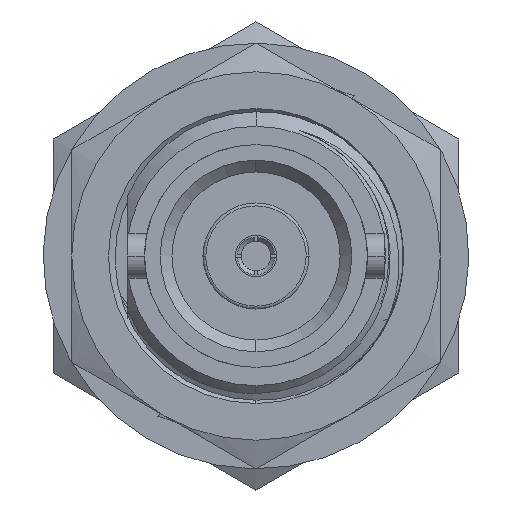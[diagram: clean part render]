
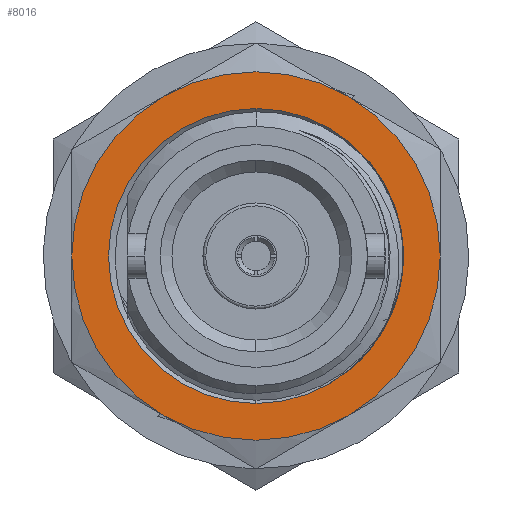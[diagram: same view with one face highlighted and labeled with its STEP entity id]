
A CAD part, left-side view. The second image highlights one B-rep face of the part: STEP entity #8016.
In plain terms, the highlighted planar face has unit normal (-1, 0, 0).
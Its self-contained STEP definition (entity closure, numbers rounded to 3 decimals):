
#583 = AXIS2_PLACEMENT_3D ( 'NONE', #7806, #2704, #13331 ) ;
#963 = AXIS2_PLACEMENT_3D ( 'NONE', #4241, #4155, #9520 ) ;
#1200 = DIRECTION ( 'NONE',  ( 0., -1., 0. ) ) ;
#1299 = VERTEX_POINT ( 'NONE', #3027 ) ;
#1664 = VERTEX_POINT ( 'NONE', #16390 ) ;
#1784 = EDGE_CURVE ( 'NONE', #6329, #9105, #4902, .T. ) ;
#1993 = AXIS2_PLACEMENT_3D ( 'NONE', #12181, #8565, #5252 ) ;
#2427 = EDGE_CURVE ( 'NONE', #6237, #14438, #16823, .T. ) ;
#2641 = VERTEX_POINT ( 'NONE', #13807 ) ;
#2704 = DIRECTION ( 'NONE',  ( 1., 0., 0. ) ) ;
#3027 = CARTESIAN_POINT ( 'NONE',  ( 11.989, 0., -6.354 ) ) ;
#3151 = CARTESIAN_POINT ( 'NONE',  ( 11.989, 3.969, -6.874 ) ) ;
#3308 = DIRECTION ( 'NONE',  ( 0., -1., 0. ) ) ;
#3334 = CARTESIAN_POINT ( 'NONE',  ( 11.989, 0., 0. ) ) ;
#3526 = CARTESIAN_POINT ( 'NONE',  ( 11.989, 0., 6.354 ) ) ;
#3654 = AXIS2_PLACEMENT_3D ( 'NONE', #9012, #10323, #15665 ) ;
#4155 = DIRECTION ( 'NONE',  ( 1., 0., 0. ) ) ;
#4241 = CARTESIAN_POINT ( 'NONE',  ( 11.989, 0., 0. ) ) ;
#4574 = EDGE_CURVE ( 'NONE', #2641, #6237, #7649, .T. ) ;
#4682 = DIRECTION ( 'NONE',  ( -1., 0., 0. ) ) ;
#4902 = CIRCLE ( 'NONE', #14968, 7.937 ) ;
#4929 = CARTESIAN_POINT ( 'NONE',  ( 11.989, -7.938, 0. ) ) ;
#4990 = EDGE_CURVE ( 'NONE', #14438, #1664, #14946, .T. ) ;
#5252 = DIRECTION ( 'NONE',  ( 0., 1., 0. ) ) ;
#5490 = EDGE_LOOP ( 'NONE', ( #10056, #15608 ) ) ;
#5637 = CARTESIAN_POINT ( 'NONE',  ( 11.989, 0., 0. ) ) ;
#5834 = AXIS2_PLACEMENT_3D ( 'NONE', #10245, #16891, #3308 ) ;
#5896 = CIRCLE ( 'NONE', #14869, 6.354 ) ;
#6025 = CARTESIAN_POINT ( 'NONE',  ( 11.989, 7.938, 0. ) ) ;
#6237 = VERTEX_POINT ( 'NONE', #3151 ) ;
#6329 = VERTEX_POINT ( 'NONE', #12983 ) ;
#6470 = CARTESIAN_POINT ( 'NONE',  ( 11.989, 0., 0. ) ) ;
#7649 = CIRCLE ( 'NONE', #14635, 7.938 ) ;
#7761 = DIRECTION ( 'NONE',  ( 0., 1., 0. ) ) ;
#7806 = CARTESIAN_POINT ( 'NONE',  ( 11.989, 0., 0. ) ) ;
#8016 = ADVANCED_FACE ( 'NONE', ( #16407, #11353 ), #13822, .T. ) ;
#8143 = CIRCLE ( 'NONE', #583, 7.937 ) ;
#8299 = ORIENTED_EDGE ( 'NONE', *, *, #8787, .F. ) ;
#8565 = DIRECTION ( 'NONE',  ( 1., 0., 0. ) ) ;
#8600 = ORIENTED_EDGE ( 'NONE', *, *, #1784, .F. ) ;
#8787 = EDGE_CURVE ( 'NONE', #1664, #6329, #8999, .T. ) ;
#8994 = VERTEX_POINT ( 'NONE', #3526 ) ;
#8999 = CIRCLE ( 'NONE', #3654, 7.938 ) ;
#9012 = CARTESIAN_POINT ( 'NONE',  ( 11.989, 0., 0. ) ) ;
#9085 = CARTESIAN_POINT ( 'NONE',  ( 11.989, 0., 0. ) ) ;
#9105 = VERTEX_POINT ( 'NONE', #4929 ) ;
#9520 = DIRECTION ( 'NONE',  ( 0., 1., 0. ) ) ;
#9590 = AXIS2_PLACEMENT_3D ( 'NONE', #5637, #4682, #10036 ) ;
#10036 = DIRECTION ( 'NONE',  ( 0., -1., 0. ) ) ;
#10056 = ORIENTED_EDGE ( 'NONE', *, *, #11791, .T. ) ;
#10245 = CARTESIAN_POINT ( 'NONE',  ( 11.989, 0., 0. ) ) ;
#10323 = DIRECTION ( 'NONE',  ( 1., 0., 0. ) ) ;
#11353 = FACE_BOUND ( 'NONE', #5490, .T. ) ;
#11753 = ORIENTED_EDGE ( 'NONE', *, *, #12515, .F. ) ;
#11772 = ORIENTED_EDGE ( 'NONE', *, *, #4990, .F. ) ;
#11779 = EDGE_LOOP ( 'NONE', ( #11753, #8600, #8299, #11772, #15817, #12097 ) ) ;
#11791 = EDGE_CURVE ( 'NONE', #1299, #8994, #5896, .T. ) ;
#11802 = DIRECTION ( 'NONE',  ( 1., 0., 0. ) ) ;
#11911 = DIRECTION ( 'NONE',  ( 1., 0., 0. ) ) ;
#12097 = ORIENTED_EDGE ( 'NONE', *, *, #4574, .F. ) ;
#12181 = CARTESIAN_POINT ( 'NONE',  ( 11.989, 0., 0. ) ) ;
#12515 = EDGE_CURVE ( 'NONE', #9105, #2641, #8143, .T. ) ;
#12983 = CARTESIAN_POINT ( 'NONE',  ( 11.989, -3.969, 6.874 ) ) ;
#13331 = DIRECTION ( 'NONE',  ( 0., 1., 0. ) ) ;
#13693 = CIRCLE ( 'NONE', #5834, 6.354 ) ;
#13807 = CARTESIAN_POINT ( 'NONE',  ( 11.989, -3.969, -6.874 ) ) ;
#13822 = PLANE ( 'NONE',  #9590 ) ;
#13873 = DIRECTION ( 'NONE',  ( 0., 1., 0. ) ) ;
#14438 = VERTEX_POINT ( 'NONE', #6025 ) ;
#14635 = AXIS2_PLACEMENT_3D ( 'NONE', #3334, #15074, #13873 ) ;
#14869 = AXIS2_PLACEMENT_3D ( 'NONE', #6470, #11911, #1200 ) ;
#14946 = CIRCLE ( 'NONE', #963, 7.938 ) ;
#14968 = AXIS2_PLACEMENT_3D ( 'NONE', #9085, #11802, #7761 ) ;
#15074 = DIRECTION ( 'NONE',  ( 1., 0., 0. ) ) ;
#15608 = ORIENTED_EDGE ( 'NONE', *, *, #16637, .T. ) ;
#15665 = DIRECTION ( 'NONE',  ( 0., 1., 0. ) ) ;
#15817 = ORIENTED_EDGE ( 'NONE', *, *, #2427, .F. ) ;
#16390 = CARTESIAN_POINT ( 'NONE',  ( 11.989, 3.969, 6.874 ) ) ;
#16407 = FACE_OUTER_BOUND ( 'NONE', #11779, .T. ) ;
#16637 = EDGE_CURVE ( 'NONE', #8994, #1299, #13693, .T. ) ;
#16823 = CIRCLE ( 'NONE', #1993, 7.938 ) ;
#16891 = DIRECTION ( 'NONE',  ( 1., 0., 0. ) ) ;
